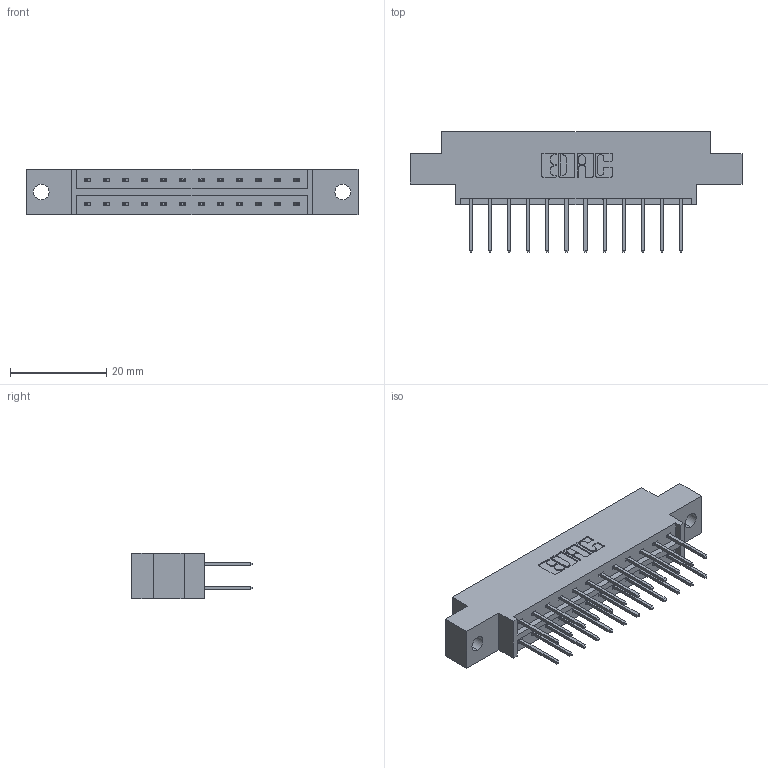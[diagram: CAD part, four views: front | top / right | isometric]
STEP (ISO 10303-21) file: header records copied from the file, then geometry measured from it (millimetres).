
FILE_DESCRIPTION (( 'STEP AP203' ), '1' );
FILE_NAME ('833-024-523-802.STEP', '2020-06-01T20:47:26', ( '' ), ( '' ), 'SwSTEP 2.0', 'SolidWorks 2020', '' );
FILE_SCHEMA (( 'CONFIG_CONTROL_DESIGN' ));
Length unit declared in the file: inch
Products named in the file (3): 345-292-001_345-293-123; 833-024-523-802; 833 Part_Offset - .128 Dia
Assembly tree (25 placements, depth 2):
  833-024-523-802
    833 Part_Offset - .128 Dia
    345-292-001_345-293-123  x24
Bounding box: 69.09 x 25.15 x 9.4 mm (x, y, z)
Volume: 6557.7 mm3; surface area: 7610.7 mm2
Topology: 25 solids, 25 shells, 1366 faces, 4043 edges, 2662 vertices
Faces by surface type: plane 938, cylinder 428
Entity records: 11753 total; most frequent: CARTESIAN_POINT 1986, ORIENTED_EDGE 1922, DIRECTION 1749, EDGE_CURVE 961, LINE 833, VECTOR 833, VERTEX_POINT 638, AXIS2_PLACEMENT_3D 458
